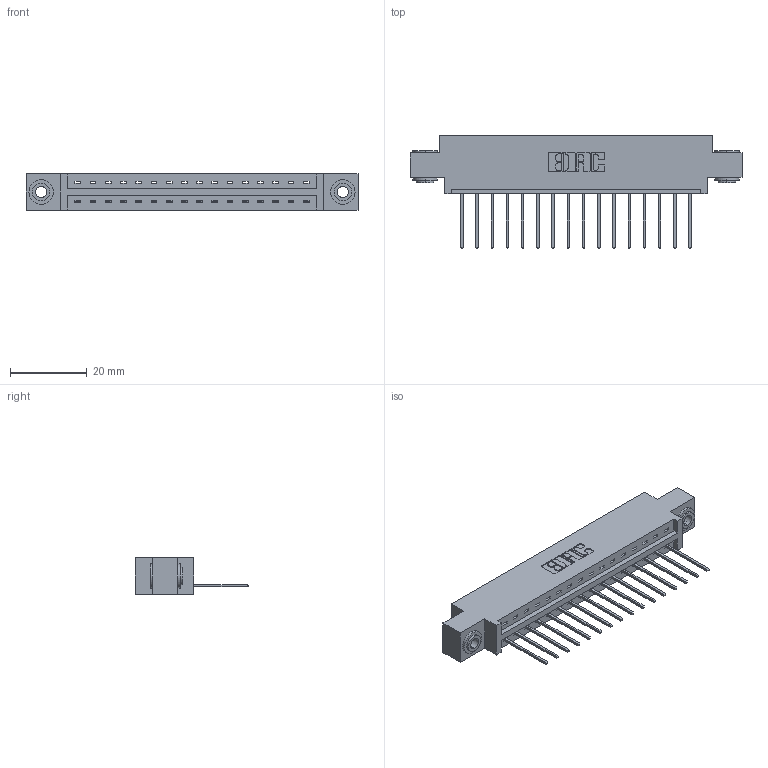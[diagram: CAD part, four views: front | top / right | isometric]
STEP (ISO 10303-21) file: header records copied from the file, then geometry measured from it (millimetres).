
FILE_DESCRIPTION (( 'STEP AP203' ), '1' );
FILE_NAME ('387-016-540-603.STEP', '2018-09-11T10:19:28', ( '' ), ( '' ), 'SwSTEP 2.0', 'SolidWorks 2016', '' );
FILE_SCHEMA (( 'CONFIG_CONTROL_DESIGN' ));
Length unit declared in the file: inch
Products named in the file (4): 345-250-002_345-250-002-102; 387-016-540-603; 337 Part_0.170 Offset - 0.156 Dia-TH; 345-292-001_345-293-140
Assembly tree (19 placements, depth 2):
  387-016-540-603
    337 Part_0.170 Offset - 0.156 Dia-TH
    345-292-001_345-293-140  x16
    345-250-002_345-250-002-102  x2
Bounding box: 86.41 x 29.47 x 9.4 mm (x, y, z)
Volume: 8579.1 mm3; surface area: 9210.9 mm2
Topology: 19 solids, 19 shells, 1148 faces, 3407 edges, 2246 vertices
Faces by surface type: plane 820, cylinder 320, cone 8
Entity records: 16056 total; most frequent: CARTESIAN_POINT 2773, ORIENTED_EDGE 2718, DIRECTION 2421, EDGE_CURVE 1359, LINE 1207, VECTOR 1207, VERTEX_POINT 902, AXIS2_PLACEMENT_3D 607
